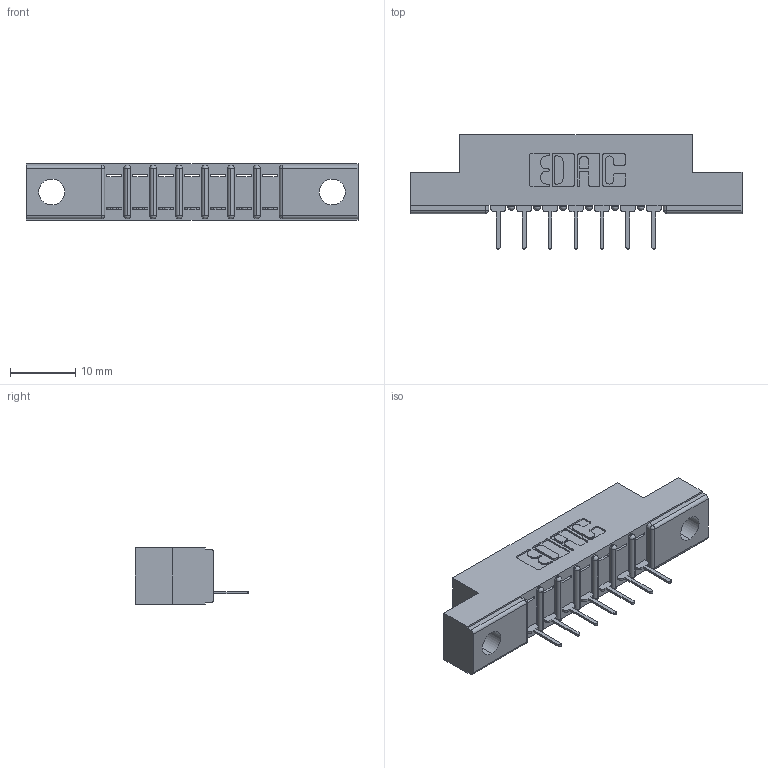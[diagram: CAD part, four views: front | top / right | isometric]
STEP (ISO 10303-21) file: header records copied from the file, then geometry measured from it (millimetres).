
FILE_DESCRIPTION (( 'STEP AP203' ), '1' );
FILE_NAME ('357-007-531-104.STEP', '2019-09-13T18:10:57', ( '' ), ( '' ), 'SwSTEP 2.0', 'SolidWorks 2016', '' );
FILE_SCHEMA (( 'CONFIG_CONTROL_DESIGN' ));
Length unit declared in the file: inch
Products named in the file (3): 307-290-001_531; 307 Part_.156 Dia Mounting Holes; 357-007-531-104
Assembly tree (8 placements, depth 2):
  357-007-531-104
    307 Part_.156 Dia Mounting Holes
    307-290-001_531  x7
Bounding box: 50.75 x 17.42 x 8.71 mm (x, y, z)
Volume: 3122.7 mm3; surface area: 4076.6 mm2
Topology: 8 solids, 8 shells, 532 faces, 1493 edges, 962 vertices
Faces by surface type: plane 343, cylinder 173, sphere 16
Entity records: 10702 total; most frequent: CARTESIAN_POINT 1794, ORIENTED_EDGE 1778, DIRECTION 1757, EDGE_CURVE 889, LINE 675, VECTOR 675, VERTEX_POINT 578, AXIS2_PLACEMENT_3D 541
